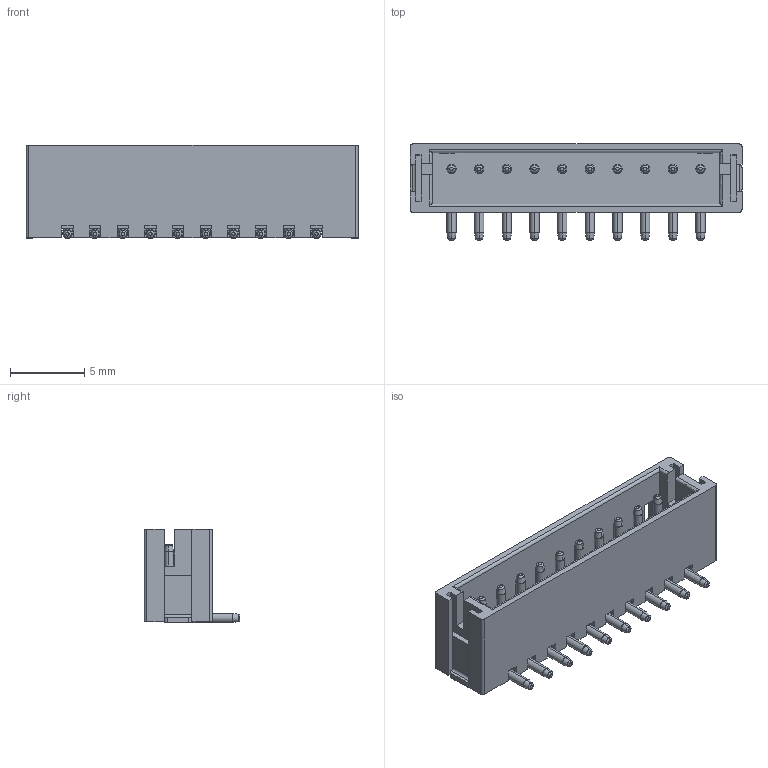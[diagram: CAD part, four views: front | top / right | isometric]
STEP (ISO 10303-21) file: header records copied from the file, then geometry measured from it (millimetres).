
FILE_DESCRIPTION(('FreeCAD Model'),'2;1');
FILE_NAME('Open CASCADE Shape Model','2025-04-30T08:23:46',('FreeCAD'),( 'FreeCAD'),'Open CASCADE STEP processor 7.6','FreeCAD','Unknown');
FILE_SCHEMA(('AUTOMOTIVE_DESIGN { 1 0 10303 214 1 1 1 1 }'));
Length unit declared in the file: millimetre
Products named in the file (1): Open CASCADE STEP translator 7.6 1
Bounding box: 22.42 x 6.48 x 6.29 mm (x, y, z)
Volume: 295.4 mm3; surface area: 1029.6 mm2
Topology: 3 solids, 3 shells, 352 faces, 842 edges, 512 vertices
Faces by surface type: bspline 352
Entity records: 11796 total; most frequent: CARTESIAN_POINT 6957, ORIENTED_EDGE 1684, EDGE_CURVE 842, B_SPLINE_CURVE_WITH_KNOTS 530, VERTEX_POINT 512, FACE_BOUND 372, EDGE_LOOP 372, ADVANCED_FACE 352
